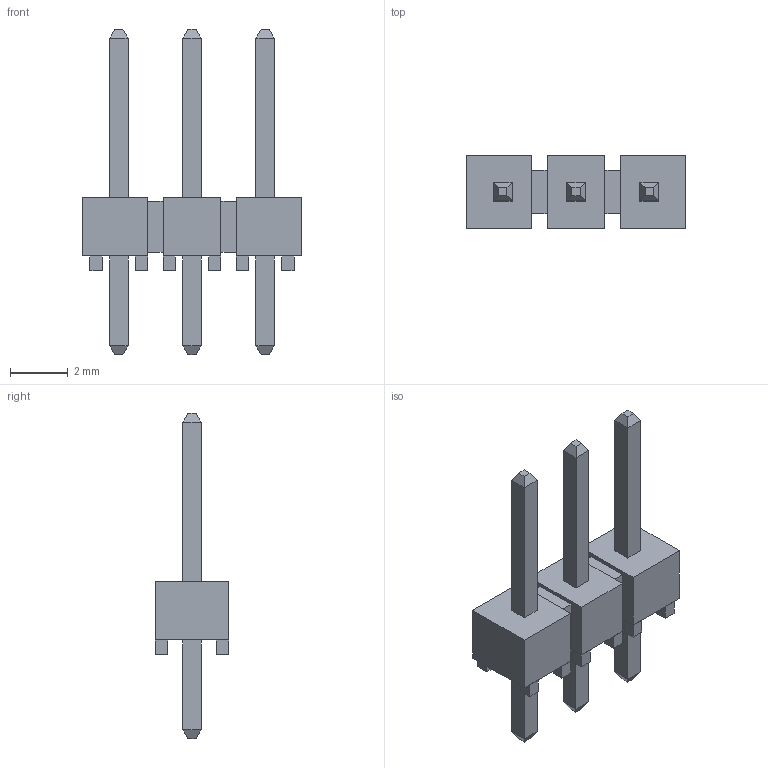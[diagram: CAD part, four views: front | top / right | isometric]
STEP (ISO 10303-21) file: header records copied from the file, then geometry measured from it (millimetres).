
FILE_DESCRIPTION((''),'2;1');
FILE_NAME('SAMTEC_TSW-103-23-L-S.stp','2012-10-10T17:49:28',(''),(''),'Mechanical Desktop 2011','Mechanical Desktop 2011',', , ');
FILE_SCHEMA(('AUTOMOTIVE_DESIGN { 1 2 10303 214 1 1 1 1 }'));
Length unit declared in the file: millimetre
Products named in the file (1): Product
Bounding box: 7.62 x 2.54 x 11.3 mm (x, y, z)
Volume: 48.7 mm3; surface area: 196.4 mm2
Topology: 23 solids, 23 shells, 162 faces, 330 edges, 214 vertices
Faces by surface type: plane 144, bspline 18
Entity records: 4167 total; most frequent: CARTESIAN_POINT 761, ORIENTED_EDGE 660, DIRECTION 620, VECTOR 330, LINE 330, EDGE_CURVE 330, VERTEX_POINT 214, EDGE_LOOP 162
